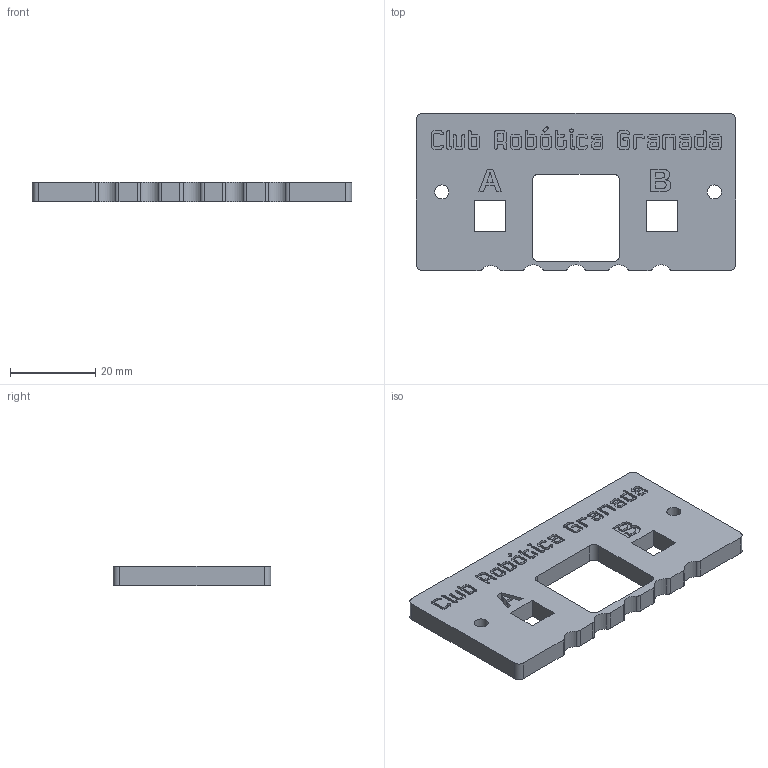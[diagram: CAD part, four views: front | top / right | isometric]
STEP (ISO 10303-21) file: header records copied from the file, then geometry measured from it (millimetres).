
FILE_DESCRIPTION(('FreeCAD Model'),'2;1');
FILE_NAME('tapa.step','2021-01-21T18:30:21',( 'Author'),(''),'Open CASCADE STEP processor 7.3','FreeCAD','Unknown' );
FILE_SCHEMA(('AUTOMOTIVE_DESIGN { 1 0 10303 214 1 1 1 1 }'));
Products named in the file (1): tapa-final
Bounding box: 75.01 x 37.01 x 4.5 mm (x, y, z)
Volume: 9845.9 mm3; surface area: 6400.2 mm2
Topology: 1 solids, 1 shells, 651 faces, 1839 edges, 1226 vertices
Faces by surface type: plane 350, extrusion 276, cylinder 25
Full cylindrical faces by diameter (mm): 3.3 x2
Entity records: 53392 total; most frequent: CARTESIAN_POINT 15702, DIRECTION 4583, VECTOR 3731, ORIENTED_EDGE 3678, PCURVE 3678, DEFINITIONAL_REPRESENTATION 3678, LINE 3455, B_SPLINE_CURVE_WITH_KNOTS 2238
